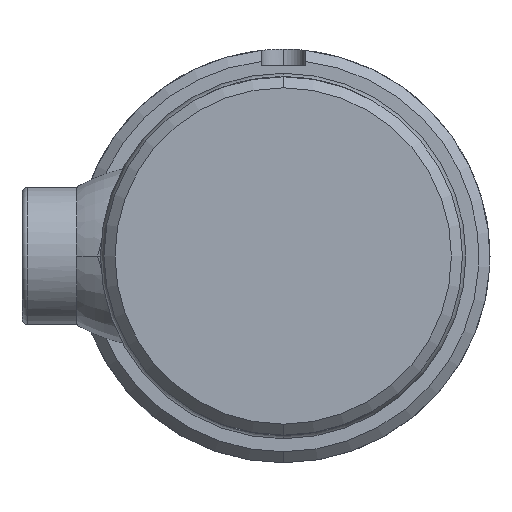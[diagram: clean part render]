
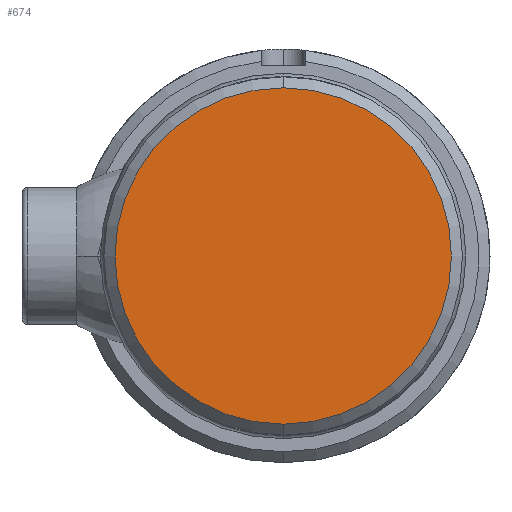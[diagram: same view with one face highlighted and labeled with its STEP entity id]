
A CAD part, left-side view. The second image highlights one B-rep face of the part: STEP entity #674.
In plain terms, the highlighted planar face has unit normal (-1, 0, 0).
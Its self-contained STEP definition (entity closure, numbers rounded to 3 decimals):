
#149 = CIRCLE ( 'NONE', #1507, 30.5 ) ;
#306 = PLANE ( 'NONE',  #324 ) ;
#324 = AXIS2_PLACEMENT_3D ( 'NONE', #945, #942, #1906 ) ;
#613 = AXIS2_PLACEMENT_3D ( 'NONE', #1419, #1415, #1404 ) ;
#674 = ADVANCED_FACE ( 'NONE', ( #1955 ), #306, .F. ) ;
#938 = EDGE_CURVE ( 'NONE', #1179, #1845, #149, .T. ) ;
#942 = DIRECTION ( 'NONE',  ( 1., 0., 0. ) ) ;
#945 = CARTESIAN_POINT ( 'NONE',  ( 0., 0., 0. ) ) ;
#1179 = VERTEX_POINT ( 'NONE', #1789 ) ;
#1213 = EDGE_LOOP ( 'NONE', ( #1329, #2534 ) ) ;
#1268 = EDGE_CURVE ( 'NONE', #1845, #1179, #1923, .T. ) ;
#1329 = ORIENTED_EDGE ( 'NONE', *, *, #938, .T. ) ;
#1404 = DIRECTION ( 'NONE',  ( 0., 0., -1. ) ) ;
#1415 = DIRECTION ( 'NONE',  ( -1., 0., 0. ) ) ;
#1419 = CARTESIAN_POINT ( 'NONE',  ( 0., 0., 0. ) ) ;
#1476 = CARTESIAN_POINT ( 'NONE',  ( 0., 0., 30.5 ) ) ;
#1507 = AXIS2_PLACEMENT_3D ( 'NONE', #1947, #1701, #2326 ) ;
#1701 = DIRECTION ( 'NONE',  ( -1., 0., 0. ) ) ;
#1789 = CARTESIAN_POINT ( 'NONE',  ( 0., 0., -30.5 ) ) ;
#1845 = VERTEX_POINT ( 'NONE', #1476 ) ;
#1906 = DIRECTION ( 'NONE',  ( 0., 0., -1. ) ) ;
#1923 = CIRCLE ( 'NONE', #613, 30.5 ) ;
#1947 = CARTESIAN_POINT ( 'NONE',  ( 0., 0., 0. ) ) ;
#1955 = FACE_OUTER_BOUND ( 'NONE', #1213, .T. ) ;
#2326 = DIRECTION ( 'NONE',  ( 0., 0., -1. ) ) ;
#2534 = ORIENTED_EDGE ( 'NONE', *, *, #1268, .T. ) ;
